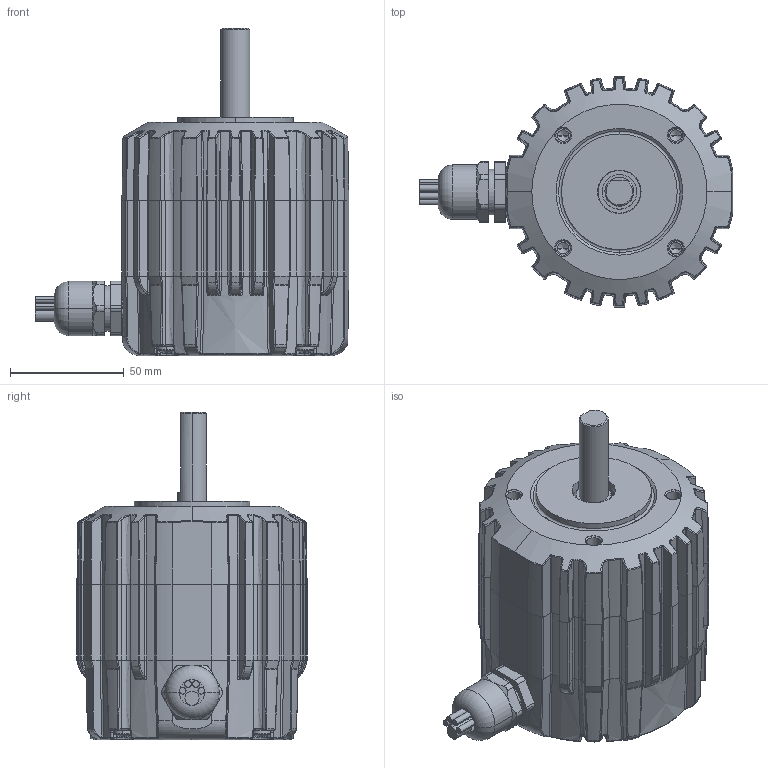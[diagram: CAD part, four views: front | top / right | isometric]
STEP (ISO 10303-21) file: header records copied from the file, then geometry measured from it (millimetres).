
FILE_DESCRIPTION (( 'STEP AP203' ), '1' );
FILE_NAME ('INFM0283.STEP', '2013-05-14T16:26:43', ( 'Admin' ), ( 'Bodine Electric Company' ), 'SwSTEP 2.0', 'SolidWorks 2012', '' );
FILE_SCHEMA (( 'CONFIG_CONTROL_DESIGN' ));
Length unit declared in the file: inch
Products named in the file (1): INFM0283
Bounding box: 137.67 x 101.09 x 143.59 mm (x, y, z)
Volume: 500793.2 mm3; surface area: 101587.8 mm2
Topology: 14 solids, 14 shells, 1371 faces, 3480 edges, 2088 vertices
Faces by surface type: bspline 554, cylinder 272, plane 247, cone 150, torus 140, sphere 8
Entity records: 52762 total; most frequent: CARTESIAN_POINT 23907, ORIENTED_EDGE 6832, DIRECTION 5133, EDGE_CURVE 3416, AXIS2_PLACEMENT_3D 2244, VERTEX_POINT 2088, CIRCLE 1426, EDGE_LOOP 1396
